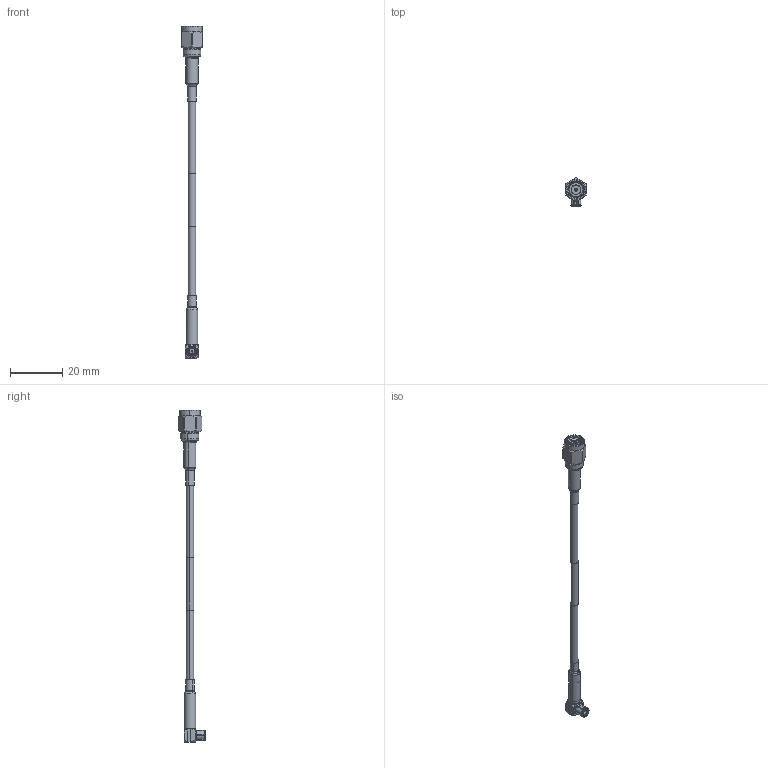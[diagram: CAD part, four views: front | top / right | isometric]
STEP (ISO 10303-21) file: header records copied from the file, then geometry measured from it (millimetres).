
FILE_DESCRIPTION (( 'STEP AP214' ), '1' );
FILE_NAME ('FMC00079_3D.step', '2024-01-19T19:37:36', ( '' ), ( '' ), 'SwSTEP 2.0', 'SolidWorks 2022', '' );
FILE_SCHEMA (( 'AUTOMOTIVE_DESIGN' ));
Length unit declared in the file: inch
Products named in the file (8): FMC00079_3D; Copy of SC9466^FMC00079; Copy of Heatshrink_LMR-100A-PVC_240177^FMC00079; Copy of PE4003 ¦ SC7059^FMC00079; Copy of SC9466_3D1^Copy of SC9466_FMC00079; Copy of SC9466_3D2^Copy of SC9466_FMC00079; Copy of Cable_LMR-100A-PVC_240177^FMC00079; Copy of Heatshrink_LMR-100A-PVC-4_240177^FMC00079
Assembly tree (7 placements, depth 3):
  FMC00079_3D
    Copy of Cable_LMR-100A-PVC_240177^FMC00079
    Copy of PE4003 ¦ SC7059^FMC00079
    Copy of Heatshrink_LMR-100A-PVC_240177^FMC00079
    Copy of Heatshrink_LMR-100A-PVC-4_240177^FMC00079
    Copy of SC9466^FMC00079
      Copy of SC9466_3D1^Copy of SC9466_FMC00079
      Copy of SC9466_3D2^Copy of SC9466_FMC00079
Bounding box: 7.94 x 10.59 x 127.48 mm (x, y, z)
Volume: 1875.9 mm3; surface area: 3028.5 mm2
Topology: 8 solids, 8 shells, 289 faces, 665 edges, 415 vertices
Faces by surface type: cylinder 100, plane 94, cone 70, torus 22, bspline 3
Entity records: 9861 total; most frequent: CARTESIAN_POINT 2970, DIRECTION 1404, ORIENTED_EDGE 1330, EDGE_CURVE 665, AXIS2_PLACEMENT_3D 592, VERTEX_POINT 415, EDGE_LOOP 320, CIRCLE 295
